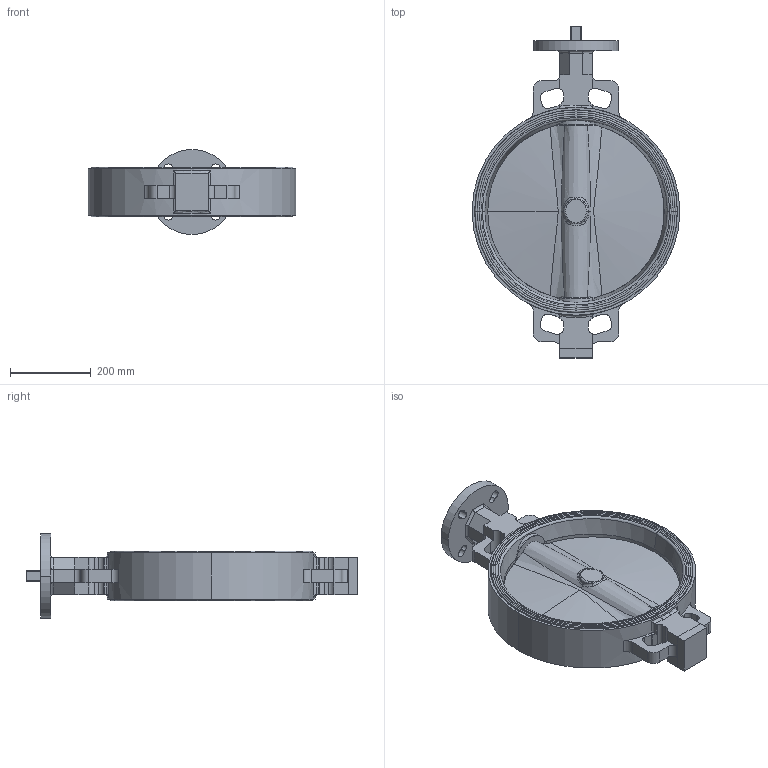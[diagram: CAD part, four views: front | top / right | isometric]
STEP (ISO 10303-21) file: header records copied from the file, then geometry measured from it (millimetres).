
FILE_DESCRIPTION (( 'STEP AP214' ), '1' );
FILE_NAME ('NS-1800-WAFER.step', '2019-03-07T21:00:27', ( '' ), ( '' ), 'SwSTEP 2.0', 'SolidWorks 2019', '' );
FILE_SCHEMA (( 'AUTOMOTIVE_DESIGN' ));
Length unit declared in the file: inch
Products named in the file (1): NS-1800-WAFER
Bounding box: 514 x 820.69 x 210 mm (x, y, z)
Surface area: 1047908.9 mm2 (no closed solid volume)
Topology: 0 solids, 8 shells, 263 faces, 820 edges, 551 vertices
Faces by surface type: cylinder 94, plane 91, torus 38, cone 24, bspline 16
Entity records: 19781 total; most frequent: CARTESIAN_POINT 9223, DIRECTION 1480, ORIENTED_EDGE 1450, EDGE_CURVE 820, AXIS2_PLACEMENT_3D 580, VERTEX_POINT 551, CIRCLE 332, VECTOR 320
